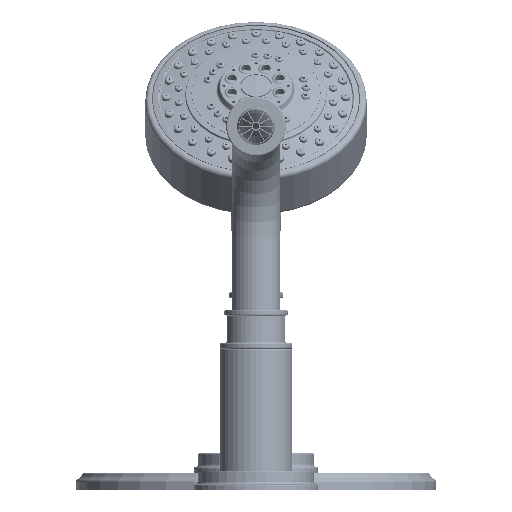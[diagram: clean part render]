
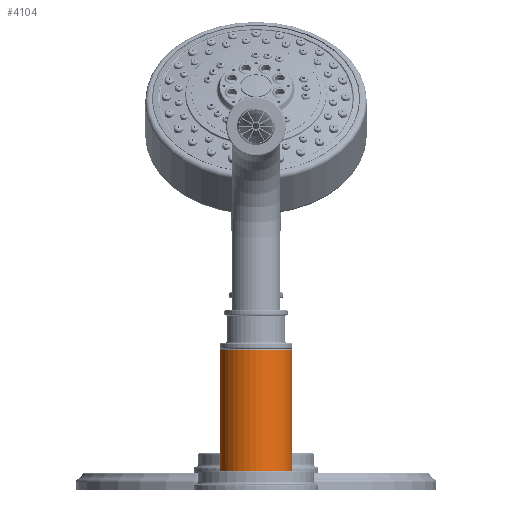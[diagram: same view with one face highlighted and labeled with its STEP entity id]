
A CAD part, front view. The second image highlights one B-rep face of the part: STEP entity #4104.
In plain terms, the highlighted cylindrical face has radius 16.662 mm (diameter 33.325 mm), a partial arc.
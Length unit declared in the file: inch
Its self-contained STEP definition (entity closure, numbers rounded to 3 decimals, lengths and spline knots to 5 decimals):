
#523=CARTESIAN_POINT('',(0.,0.265,0.));
#524=DIRECTION('',(0.,1.,0.));
#525=DIRECTION('',(1.,0.,0.));
#526=AXIS2_PLACEMENT_3D('',#523,#524,#525);
#528=DIRECTION('',(0.,1.,0.));
#529=VECTOR('',#528,2.26172);
#530=CARTESIAN_POINT('',(0.656,0.265,
0.));
#531=LINE('',#530,#529);
#532=CARTESIAN_POINT('',(0.,2.52672,0.));
#533=DIRECTION('',(0.,-1.,0.));
#534=DIRECTION('',(-1.,0.,0.));
#535=AXIS2_PLACEMENT_3D('',#532,#533,#534);
#537=DIRECTION('',(0.,1.,0.));
#538=VECTOR('',#537,2.26172);
#539=CARTESIAN_POINT('',(-0.656,0.265,
0.));
#540=LINE('',#539,#538);
#3291=CARTESIAN_POINT('',(-0.656,2.52672,0.));
#3292=CARTESIAN_POINT('',(0.656,2.52672,0.));
#3293=VERTEX_POINT('',#3291);
#3294=VERTEX_POINT('',#3292);
#3335=CARTESIAN_POINT('',(-0.656,0.265,0.));
#3336=CARTESIAN_POINT('',(0.656,0.265,0.));
#3337=VERTEX_POINT('',#3335);
#3338=VERTEX_POINT('',#3336);
#4091=CARTESIAN_POINT('',(0.,3.4125,0.));
#4092=DIRECTION('',(0.,-1.,0.));
#4093=DIRECTION('',(-1.,0.,0.));
#4094=AXIS2_PLACEMENT_3D('',#4091,#4092,#4093);
#4095=CYLINDRICAL_SURFACE('',#4094,0.656);
#4097=ORIENTED_EDGE('',*,*,#4096,.F.);
#4098=ORIENTED_EDGE('',*,*,#4044,.T.);
#4100=ORIENTED_EDGE('',*,*,#4099,.F.);
#4101=ORIENTED_EDGE('',*,*,#4040,.F.);
#4102=EDGE_LOOP('',(#4097,#4098,#4100,#4101));
#4103=FACE_OUTER_BOUND('',#4102,.F.);
#4104=ADVANCED_FACE('',(#4103),#4095,.T.);
#527=CIRCLE('',#526,0.656);
#536=CIRCLE('',#535,0.656);
#4040=EDGE_CURVE('',#3337,#3293,#540,.T.);
#4044=EDGE_CURVE('',#3338,#3294,#531,.T.);
#4096=EDGE_CURVE('',#3338,#3337,#527,.T.);
#4099=EDGE_CURVE('',#3293,#3294,#536,.T.);
